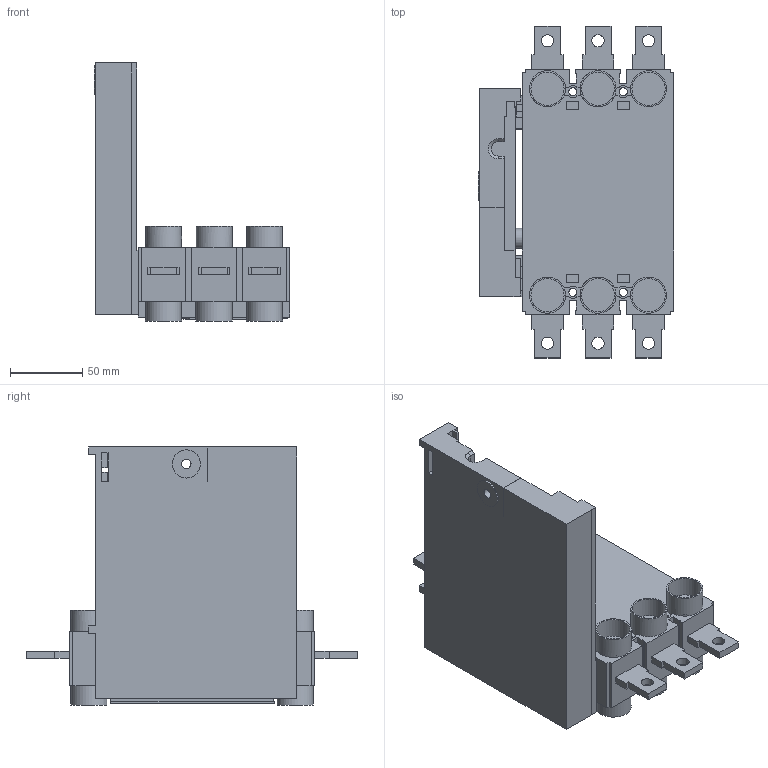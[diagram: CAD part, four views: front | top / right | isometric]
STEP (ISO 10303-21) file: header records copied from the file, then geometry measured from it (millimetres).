
FILE_DESCRIPTION (( 'STEP AP214' ), '1' );
FILE_NAME ('ÏÌ2Ï-35_âûêàòíîé ïåðåäíåãî.STEP', '2018-06-13T11:27:54', ( 'AutoBVT' ), ( 'Microsoft' ), 'SwSTEP 2.0', 'SolidWorks 2014', '' );
FILE_SCHEMA (( 'AUTOMOTIVE_DESIGN' ));
Length unit declared in the file: millimetre
Products named in the file (1): ÏÌ2Ï-35_âûêàòíîé ïåðåäíåãî
Bounding box: 135.5 x 230 x 178.75 mm (x, y, z)
Volume: 1427595.3 mm3; surface area: 174405.9 mm2
Topology: 1 solids, 3 shells, 423 faces, 1151 edges, 763 vertices
Faces by surface type: plane 365, cylinder 57, cone 1
Full cylindrical faces by diameter (mm): 5 x4, 5.5 x4, 6 x1, 6.1 x1, 6.5 x1, 8.5 x6, 12 x4, 13.8 x1, 19.5 x1, 23 x6, 25 x12
Entity records: 12866 total; most frequent: CARTESIAN_POINT 2255, ORIENTED_EDGE 2178, DIRECTION 2062, EDGE_CURVE 1089, LINE 964, VECTOR 964, VERTEX_POINT 742, AXIS2_PLACEMENT_3D 549
